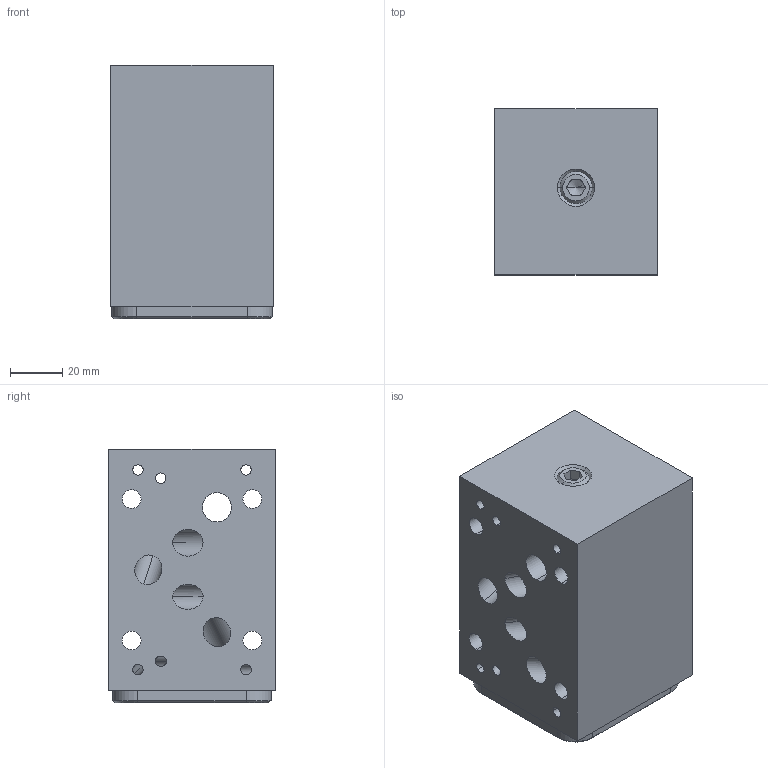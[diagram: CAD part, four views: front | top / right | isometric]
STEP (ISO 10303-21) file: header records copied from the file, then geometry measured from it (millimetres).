
FILE_DESCRIPTION((''),'2;1');
FILE_NAME('BJW_ASM','2021-12-21T',('ProEService'),(''),'PRO/ENGINEER BY PARAMETRIC TECHNOLOGY CORPORATION, 2014200','PRO/ENGINEER BY PARAMETRIC TECHNOLOGY CORPORATION, 2014200','');
FILE_SCHEMA(('CONFIG_CONTROL_DESIGN'));
Length unit declared in the file: inch
Products named in the file (3): 150-705-001; 340-003; BJW_ASM
Assembly tree (2 placements, depth 2):
  BJW_ASM
    150-705-001
    340-003
Bounding box: 61.93 x 63.5 x 96.82 mm (x, y, z)
Volume: 305485.2 mm3; surface area: 57595.3 mm2
Topology: 2 solids, 2 shells, 151 faces, 685 edges, 676 vertices
Faces by surface type: cylinder 72, cone 39, plane 31, sphere 9
Entity records: 8383 total; most frequent: CARTESIAN_POINT 3089, DIRECTION 1068, ORIENTED_EDGE 806, VECTOR 436, LINE 436, EDGE_CURVE 403, AXIS2_PLACEMENT_3D 316, TRIMMED_CURVE 274
